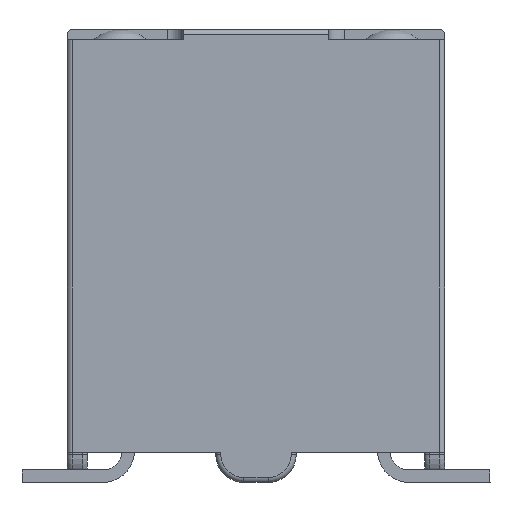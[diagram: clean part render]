
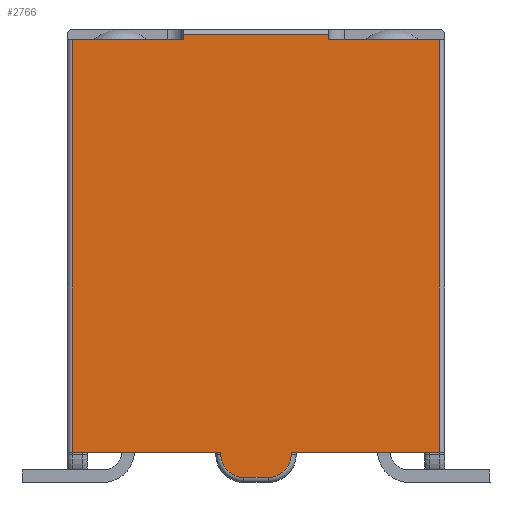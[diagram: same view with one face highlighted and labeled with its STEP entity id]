
A CAD part, left-side view. The second image highlights one B-rep face of the part: STEP entity #2766.
In plain terms, the highlighted planar face has unit normal (-1, 0, 0).
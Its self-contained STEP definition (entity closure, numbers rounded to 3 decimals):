
#2566 = VERTEX_POINT('',#2567);
#2567 = CARTESIAN_POINT('',(-7.5,1.45,8.8));
#2573 = EDGE_CURVE('',#2566,#2574,#2576,.T.);
#2574 = VERTEX_POINT('',#2575);
#2575 = CARTESIAN_POINT('',(-7.5,3.65,8.8));
#2576 = LINE('',#2577,#2578);
#2577 = CARTESIAN_POINT('',(-7.5,1.45,8.8));
#2578 = VECTOR('',#2579,1.);
#2579 = DIRECTION('',(0.,1.,0.));
#2713 = VERTEX_POINT('',#2714);
#2714 = CARTESIAN_POINT('',(-7.5,3.65,0.6));
#2723 = EDGE_CURVE('',#2713,#2574,#2724,.T.);
#2724 = LINE('',#2725,#2726);
#2725 = CARTESIAN_POINT('',(-7.5,3.65,0.6));
#2726 = VECTOR('',#2727,1.);
#2727 = DIRECTION('',(0.,0.,1.));
#2766 = ADVANCED_FACE('',(#2767),#2883,.T.);
#2767 = FACE_BOUND('',#2768,.T.);
#2768 = EDGE_LOOP('',(#2769,#2779,#2787,#2796,#2804,#2813,#2821,#2829,
    #2837,#2845,#2853,#2861,#2869,#2875,#2876,#2877));
#2769 = ORIENTED_EDGE('',*,*,#2770,.T.);
#2770 = EDGE_CURVE('',#2771,#2773,#2775,.T.);
#2771 = VERTEX_POINT('',#2772);
#2772 = CARTESIAN_POINT('',(-7.5,0.8,0.6));
#2773 = VERTEX_POINT('',#2774);
#2774 = CARTESIAN_POINT('',(-7.5,0.7,0.6));
#2775 = LINE('',#2776,#2777);
#2776 = CARTESIAN_POINT('',(-7.5,0.,0.6));
#2777 = VECTOR('',#2778,1.);
#2778 = DIRECTION('',(0.,-1.,0.));
#2779 = ORIENTED_EDGE('',*,*,#2780,.T.);
#2780 = EDGE_CURVE('',#2773,#2781,#2783,.T.);
#2781 = VERTEX_POINT('',#2782);
#2782 = CARTESIAN_POINT('',(-7.5,0.7,0.56));
#2783 = LINE('',#2784,#2785);
#2784 = CARTESIAN_POINT('',(-7.5,0.7,0.6));
#2785 = VECTOR('',#2786,1.);
#2786 = DIRECTION('',(0.,0.,-1.));
#2787 = ORIENTED_EDGE('',*,*,#2788,.T.);
#2788 = EDGE_CURVE('',#2781,#2789,#2791,.T.);
#2789 = VERTEX_POINT('',#2790);
#2790 = CARTESIAN_POINT('',(-7.5,0.24,0.1));
#2791 = CIRCLE('',#2792,0.46);
#2792 = AXIS2_PLACEMENT_3D('',#2793,#2794,#2795);
#2793 = CARTESIAN_POINT('',(-7.5,0.24,0.56));
#2794 = DIRECTION('',(-1.,0.,0.));
#2795 = DIRECTION('',(0.,1.,0.));
#2796 = ORIENTED_EDGE('',*,*,#2797,.T.);
#2797 = EDGE_CURVE('',#2789,#2798,#2800,.T.);
#2798 = VERTEX_POINT('',#2799);
#2799 = CARTESIAN_POINT('',(-7.5,-0.24,0.1));
#2800 = LINE('',#2801,#2802);
#2801 = CARTESIAN_POINT('',(-7.5,0.24,0.1));
#2802 = VECTOR('',#2803,1.);
#2803 = DIRECTION('',(0.,-1.,0.));
#2804 = ORIENTED_EDGE('',*,*,#2805,.T.);
#2805 = EDGE_CURVE('',#2798,#2806,#2808,.T.);
#2806 = VERTEX_POINT('',#2807);
#2807 = CARTESIAN_POINT('',(-7.5,-0.7,0.56));
#2808 = CIRCLE('',#2809,0.46);
#2809 = AXIS2_PLACEMENT_3D('',#2810,#2811,#2812);
#2810 = CARTESIAN_POINT('',(-7.5,-0.24,0.56));
#2811 = DIRECTION('',(-1.,0.,-0.));
#2812 = DIRECTION('',(0.,0.,-1.));
#2813 = ORIENTED_EDGE('',*,*,#2814,.T.);
#2814 = EDGE_CURVE('',#2806,#2815,#2817,.T.);
#2815 = VERTEX_POINT('',#2816);
#2816 = CARTESIAN_POINT('',(-7.5,-0.7,0.6));
#2817 = LINE('',#2818,#2819);
#2818 = CARTESIAN_POINT('',(-7.5,-0.7,0.56));
#2819 = VECTOR('',#2820,1.);
#2820 = DIRECTION('',(0.,0.,1.));
#2821 = ORIENTED_EDGE('',*,*,#2822,.F.);
#2822 = EDGE_CURVE('',#2823,#2815,#2825,.T.);
#2823 = VERTEX_POINT('',#2824);
#2824 = CARTESIAN_POINT('',(-7.5,-0.8,0.6));
#2825 = LINE('',#2826,#2827);
#2826 = CARTESIAN_POINT('',(-7.5,0.,0.6));
#2827 = VECTOR('',#2828,1.);
#2828 = DIRECTION('',(0.,1.,0.));
#2829 = ORIENTED_EDGE('',*,*,#2830,.F.);
#2830 = EDGE_CURVE('',#2831,#2823,#2833,.T.);
#2831 = VERTEX_POINT('',#2832);
#2832 = CARTESIAN_POINT('',(-7.5,-3.65,0.6));
#2833 = LINE('',#2834,#2835);
#2834 = CARTESIAN_POINT('',(-7.5,-3.75,0.6));
#2835 = VECTOR('',#2836,1.);
#2836 = DIRECTION('',(0.,1.,0.));
#2837 = ORIENTED_EDGE('',*,*,#2838,.T.);
#2838 = EDGE_CURVE('',#2831,#2839,#2841,.T.);
#2839 = VERTEX_POINT('',#2840);
#2840 = CARTESIAN_POINT('',(-7.5,-3.65,8.8));
#2841 = LINE('',#2842,#2843);
#2842 = CARTESIAN_POINT('',(-7.5,-3.65,0.6));
#2843 = VECTOR('',#2844,1.);
#2844 = DIRECTION('',(0.,0.,1.));
#2845 = ORIENTED_EDGE('',*,*,#2846,.T.);
#2846 = EDGE_CURVE('',#2839,#2847,#2849,.T.);
#2847 = VERTEX_POINT('',#2848);
#2848 = CARTESIAN_POINT('',(-7.5,-1.45,8.8));
#2849 = LINE('',#2850,#2851);
#2850 = CARTESIAN_POINT('',(-7.5,-3.75,8.8));
#2851 = VECTOR('',#2852,1.);
#2852 = DIRECTION('',(0.,1.,0.));
#2853 = ORIENTED_EDGE('',*,*,#2854,.F.);
#2854 = EDGE_CURVE('',#2855,#2847,#2857,.T.);
#2855 = VERTEX_POINT('',#2856);
#2856 = CARTESIAN_POINT('',(-7.5,-1.45,8.9));
#2857 = LINE('',#2858,#2859);
#2858 = CARTESIAN_POINT('',(-7.5,-1.45,9.));
#2859 = VECTOR('',#2860,1.);
#2860 = DIRECTION('',(-0.,-0.,-1.));
#2861 = ORIENTED_EDGE('',*,*,#2862,.T.);
#2862 = EDGE_CURVE('',#2855,#2863,#2865,.T.);
#2863 = VERTEX_POINT('',#2864);
#2864 = CARTESIAN_POINT('',(-7.5,1.45,8.9));
#2865 = LINE('',#2866,#2867);
#2866 = CARTESIAN_POINT('',(-7.5,-1.45,8.9));
#2867 = VECTOR('',#2868,1.);
#2868 = DIRECTION('',(0.,1.,0.));
#2869 = ORIENTED_EDGE('',*,*,#2870,.T.);
#2870 = EDGE_CURVE('',#2863,#2566,#2871,.T.);
#2871 = LINE('',#2872,#2873);
#2872 = CARTESIAN_POINT('',(-7.5,1.45,9.));
#2873 = VECTOR('',#2874,1.);
#2874 = DIRECTION('',(-0.,-0.,-1.));
#2875 = ORIENTED_EDGE('',*,*,#2573,.T.);
#2876 = ORIENTED_EDGE('',*,*,#2723,.F.);
#2877 = ORIENTED_EDGE('',*,*,#2878,.F.);
#2878 = EDGE_CURVE('',#2771,#2713,#2879,.T.);
#2879 = LINE('',#2880,#2881);
#2880 = CARTESIAN_POINT('',(-7.5,-3.75,0.6));
#2881 = VECTOR('',#2882,1.);
#2882 = DIRECTION('',(0.,1.,0.));
#2883 = PLANE('',#2884);
#2884 = AXIS2_PLACEMENT_3D('',#2885,#2886,#2887);
#2885 = CARTESIAN_POINT('',(-7.5,0.,4.607));
#2886 = DIRECTION('',(-1.,-0.,-0.));
#2887 = DIRECTION('',(0.,0.,-1.));
